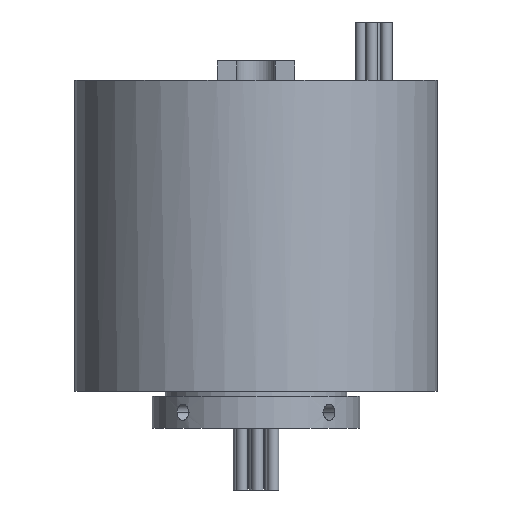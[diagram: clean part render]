
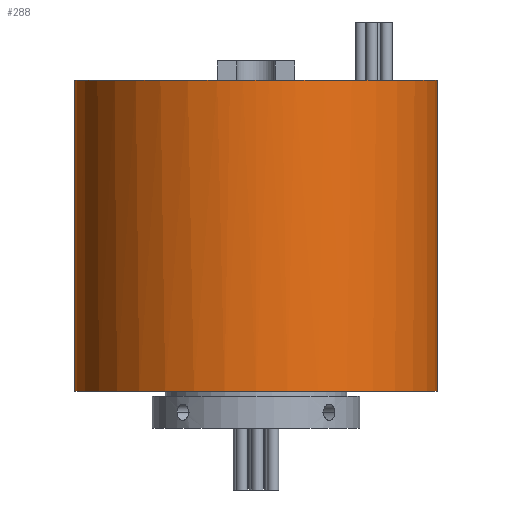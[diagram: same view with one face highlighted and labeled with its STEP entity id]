
A CAD part, front view. The second image highlights one B-rep face of the part: STEP entity #288.
In plain terms, the highlighted cylindrical face has radius 28 mm (diameter 56 mm), a partial arc.
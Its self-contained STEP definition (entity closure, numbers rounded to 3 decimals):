
#45 = EDGE_CURVE ( 'NONE', #2012, #4016, #1791, .T. ) ;
#250 = DIRECTION ( 'NONE',  ( 0., 0., 1. ) ) ;
#288 = ADVANCED_FACE ( 'NONE', ( #2203 ), #1847, .T. ) ;
#292 = CARTESIAN_POINT ( 'NONE',  ( 0., 0., 53.7 ) ) ;
#358 = VECTOR ( 'NONE', #1687, 1000. ) ;
#377 = CARTESIAN_POINT ( 'NONE',  ( 0., 0., 53.7 ) ) ;
#458 = CIRCLE ( 'NONE', #3113, 28. ) ;
#466 = ORIENTED_EDGE ( 'NONE', *, *, #628, .T. ) ;
#508 = ORIENTED_EDGE ( 'NONE', *, *, #45, .F. ) ;
#628 = EDGE_CURVE ( 'NONE', #1023, #3577, #4484, .T. ) ;
#667 = DIRECTION ( 'NONE',  ( 1., 0., 0. ) ) ;
#751 = DIRECTION ( 'NONE',  ( 1., 0., 0. ) ) ;
#946 = DIRECTION ( 'NONE',  ( 0., 0., 1. ) ) ;
#992 = CARTESIAN_POINT ( 'NONE',  ( 28., 0., 5.7 ) ) ;
#1023 = VERTEX_POINT ( 'NONE', #4356 ) ;
#1137 = ORIENTED_EDGE ( 'NONE', *, *, #2673, .F. ) ;
#1242 = LINE ( 'NONE', #4363, #358 ) ;
#1320 = VERTEX_POINT ( 'NONE', #3599 ) ;
#1469 = ORIENTED_EDGE ( 'NONE', *, *, #4638, .F. ) ;
#1687 = DIRECTION ( 'NONE',  ( 0., 0., -1. ) ) ;
#1791 = CIRCLE ( 'NONE', #2187, 28. ) ;
#1816 = CARTESIAN_POINT ( 'NONE',  ( 0., 0., 53.7 ) ) ;
#1847 = CYLINDRICAL_SURFACE ( 'NONE', #3393, 28. ) ;
#2012 = VERTEX_POINT ( 'NONE', #4937 ) ;
#2142 = CARTESIAN_POINT ( 'NONE',  ( 0., 0., 5.7 ) ) ;
#2187 = AXIS2_PLACEMENT_3D ( 'NONE', #2752, #250, #2924 ) ;
#2203 = FACE_OUTER_BOUND ( 'NONE', #3907, .T. ) ;
#2233 = CARTESIAN_POINT ( 'NONE',  ( 28., 0., 53.7 ) ) ;
#2297 = CARTESIAN_POINT ( 'NONE',  ( -6., -27.35, 53.7 ) ) ;
#2423 = VERTEX_POINT ( 'NONE', #2297 ) ;
#2488 = ORIENTED_EDGE ( 'NONE', *, *, #4385, .F. ) ;
#2531 = DIRECTION ( 'NONE',  ( 1., 0., 0. ) ) ;
#2673 = EDGE_CURVE ( 'NONE', #4016, #2843, #3842, .T. ) ;
#2752 = CARTESIAN_POINT ( 'NONE',  ( 0., 0., 53.7 ) ) ;
#2843 = VERTEX_POINT ( 'NONE', #3825 ) ;
#2924 = DIRECTION ( 'NONE',  ( 1., 0., 0. ) ) ;
#2972 = DIRECTION ( 'NONE',  ( 0., 0., 1. ) ) ;
#2985 = DIRECTION ( 'NONE',  ( 0., 0., -1. ) ) ;
#3057 = DIRECTION ( 'NONE',  ( 0., 0., 1. ) ) ;
#3113 = AXIS2_PLACEMENT_3D ( 'NONE', #377, #3057, #751 ) ;
#3139 = AXIS2_PLACEMENT_3D ( 'NONE', #292, #2972, #667 ) ;
#3247 = CARTESIAN_POINT ( 'NONE',  ( 0., 0., 53.7 ) ) ;
#3272 = LINE ( 'NONE', #2233, #3507 ) ;
#3370 = DIRECTION ( 'NONE',  ( -1., 0., 0. ) ) ;
#3388 = DIRECTION ( 'NONE',  ( 0., 0., -1. ) ) ;
#3393 = AXIS2_PLACEMENT_3D ( 'NONE', #1816, #2985, #3370 ) ;
#3435 = EDGE_CURVE ( 'NONE', #1320, #1023, #1242, .T. ) ;
#3507 = VECTOR ( 'NONE', #3388, 1000. ) ;
#3577 = VERTEX_POINT ( 'NONE', #992 ) ;
#3578 = AXIS2_PLACEMENT_3D ( 'NONE', #2142, #4836, #2531 ) ;
#3596 = AXIS2_PLACEMENT_3D ( 'NONE', #3247, #946, #3622 ) ;
#3599 = CARTESIAN_POINT ( 'NONE',  ( -28., 0., 53.7 ) ) ;
#3622 = DIRECTION ( 'NONE',  ( 1., 0., 0. ) ) ;
#3680 = ORIENTED_EDGE ( 'NONE', *, *, #3435, .T. ) ;
#3782 = EDGE_CURVE ( 'NONE', #1320, #2423, #458, .T. ) ;
#3825 = CARTESIAN_POINT ( 'NONE',  ( 28., 0., 53.7 ) ) ;
#3842 = CIRCLE ( 'NONE', #3139, 28. ) ;
#3907 = EDGE_LOOP ( 'NONE', ( #1469, #1137, #508, #2488, #4203, #3680, #466 ) ) ;
#3949 = CARTESIAN_POINT ( 'NONE',  ( 6., -27.35, 53.7 ) ) ;
#4016 = VERTEX_POINT ( 'NONE', #3949 ) ;
#4203 = ORIENTED_EDGE ( 'NONE', *, *, #3782, .F. ) ;
#4217 = CIRCLE ( 'NONE', #3596, 28. ) ;
#4356 = CARTESIAN_POINT ( 'NONE',  ( -28., 0., 5.7 ) ) ;
#4363 = CARTESIAN_POINT ( 'NONE',  ( -28., 0., 53.7 ) ) ;
#4385 = EDGE_CURVE ( 'NONE', #2423, #2012, #4217, .T. ) ;
#4484 = CIRCLE ( 'NONE', #3578, 28. ) ;
#4638 = EDGE_CURVE ( 'NONE', #2843, #3577, #3272, .T. ) ;
#4836 = DIRECTION ( 'NONE',  ( 0., 0., 1. ) ) ;
#4937 = CARTESIAN_POINT ( 'NONE',  ( 0., -28., 53.7 ) ) ;
